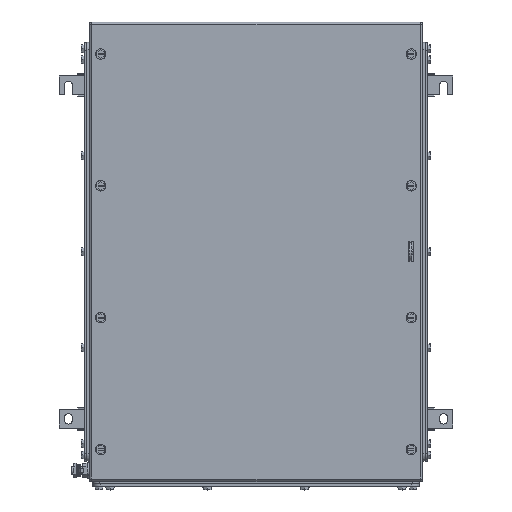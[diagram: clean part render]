
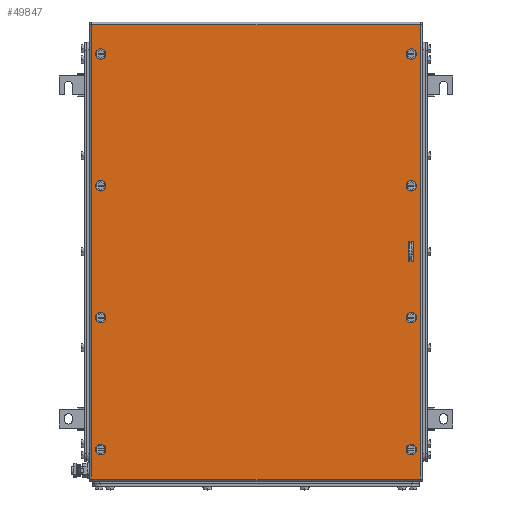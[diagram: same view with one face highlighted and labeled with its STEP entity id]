
A CAD part, top view. The second image highlights one B-rep face of the part: STEP entity #49847.
In plain terms, the highlighted planar face has unit normal (0, 0, 1).
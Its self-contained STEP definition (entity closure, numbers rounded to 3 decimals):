
#49615=AXIS2_PLACEMENT_3D('Circle Axis2P3D',#49613,#49614,$) ;
#49642=AXIS2_PLACEMENT_3D('Plane Axis2P3D',#49639,#49640,#49641) ;
#49680=AXIS2_PLACEMENT_3D('Circle Axis2P3D',#49678,#49679,$) ;
#49689=AXIS2_PLACEMENT_3D('Circle Axis2P3D',#49687,#49688,$) ;
#49698=AXIS2_PLACEMENT_3D('Circle Axis2P3D',#49696,#49697,$) ;
#49707=AXIS2_PLACEMENT_3D('Circle Axis2P3D',#49705,#49706,$) ;
#49716=AXIS2_PLACEMENT_3D('Circle Axis2P3D',#49714,#49715,$) ;
#49725=AXIS2_PLACEMENT_3D('Circle Axis2P3D',#49723,#49724,$) ;
#49734=AXIS2_PLACEMENT_3D('Circle Axis2P3D',#49732,#49733,$) ;
#49743=AXIS2_PLACEMENT_3D('Circle Axis2P3D',#49741,#49742,$) ;
#49752=AXIS2_PLACEMENT_3D('Circle Axis2P3D',#49750,#49751,$) ;
#49761=AXIS2_PLACEMENT_3D('Circle Axis2P3D',#49759,#49760,$) ;
#49770=AXIS2_PLACEMENT_3D('Circle Axis2P3D',#49768,#49769,$) ;
#49779=AXIS2_PLACEMENT_3D('Circle Axis2P3D',#49777,#49778,$) ;
#49788=AXIS2_PLACEMENT_3D('Circle Axis2P3D',#49786,#49787,$) ;
#49797=AXIS2_PLACEMENT_3D('Circle Axis2P3D',#49795,#49796,$) ;
#49806=AXIS2_PLACEMENT_3D('Circle Axis2P3D',#49804,#49805,$) ;
#49610=CARTESIAN_POINT('Vertex',(59.5,232.1,203.5)) ;
#49613=CARTESIAN_POINT('Axis2P3D Location',(56.,232.1,203.5)) ;
#49617=CARTESIAN_POINT('Vertex',(52.5,232.1,203.5)) ;
#49639=CARTESIAN_POINT('Axis2P3D Location',(265.5,321.,203.5)) ;
#49644=CARTESIAN_POINT('Line Origine',(265.5,627.5,203.5)) ;
#49648=CARTESIAN_POINT('Vertex',(487.,627.5,203.5)) ;
#49650=CARTESIAN_POINT('Vertex',(44.,627.5,203.5)) ;
#49653=CARTESIAN_POINT('Line Origine',(44.,321.,203.5)) ;
#49657=CARTESIAN_POINT('Vertex',(44.,14.5,203.5)) ;
#49660=CARTESIAN_POINT('Line Origine',(265.5,14.5,203.5)) ;
#49664=CARTESIAN_POINT('Vertex',(487.,14.5,203.5)) ;
#49667=CARTESIAN_POINT('Line Origine',(487.,321.,203.5)) ;
#49678=CARTESIAN_POINT('Axis2P3D Location',(56.,232.1,203.5)) ;
#49687=CARTESIAN_POINT('Axis2P3D Location',(56.,409.9,203.5)) ;
#49691=CARTESIAN_POINT('Vertex',(52.5,409.9,203.5)) ;
#49693=CARTESIAN_POINT('Vertex',(59.5,409.9,203.5)) ;
#49696=CARTESIAN_POINT('Axis2P3D Location',(56.,409.9,203.5)) ;
#49705=CARTESIAN_POINT('Axis2P3D Location',(475.,232.1,203.5)) ;
#49709=CARTESIAN_POINT('Vertex',(478.5,232.1,203.5)) ;
#49711=CARTESIAN_POINT('Vertex',(471.5,232.1,203.5)) ;
#49714=CARTESIAN_POINT('Axis2P3D Location',(475.,232.1,203.5)) ;
#49723=CARTESIAN_POINT('Axis2P3D Location',(475.,409.9,203.5)) ;
#49727=CARTESIAN_POINT('Vertex',(478.5,409.9,203.5)) ;
#49729=CARTESIAN_POINT('Vertex',(471.5,409.9,203.5)) ;
#49732=CARTESIAN_POINT('Axis2P3D Location',(475.,409.9,203.5)) ;
#49741=CARTESIAN_POINT('Axis2P3D Location',(56.,587.75,203.5)) ;
#49745=CARTESIAN_POINT('Vertex',(52.5,587.75,203.5)) ;
#49747=CARTESIAN_POINT('Vertex',(59.5,587.75,203.5)) ;
#49750=CARTESIAN_POINT('Axis2P3D Location',(56.,587.75,203.5)) ;
#49759=CARTESIAN_POINT('Axis2P3D Location',(56.,54.25,203.5)) ;
#49763=CARTESIAN_POINT('Vertex',(52.5,54.25,203.5)) ;
#49765=CARTESIAN_POINT('Vertex',(59.5,54.25,203.5)) ;
#49768=CARTESIAN_POINT('Axis2P3D Location',(56.,54.25,203.5)) ;
#49777=CARTESIAN_POINT('Axis2P3D Location',(475.,54.25,203.5)) ;
#49781=CARTESIAN_POINT('Vertex',(478.5,54.25,203.5)) ;
#49783=CARTESIAN_POINT('Vertex',(471.5,54.25,203.5)) ;
#49786=CARTESIAN_POINT('Axis2P3D Location',(475.,54.25,203.5)) ;
#49795=CARTESIAN_POINT('Axis2P3D Location',(475.,587.75,203.5)) ;
#49799=CARTESIAN_POINT('Vertex',(478.5,587.75,203.5)) ;
#49801=CARTESIAN_POINT('Vertex',(471.5,587.75,203.5)) ;
#49804=CARTESIAN_POINT('Axis2P3D Location',(475.,587.75,203.5)) ;
#49813=CARTESIAN_POINT('Line Origine',(474.75,307.5,203.5)) ;
#49817=CARTESIAN_POINT('Vertex',(478.,307.5,203.5)) ;
#49819=CARTESIAN_POINT('Vertex',(471.5,307.5,203.5)) ;
#49822=CARTESIAN_POINT('Line Origine',(471.5,321.,203.5)) ;
#49826=CARTESIAN_POINT('Vertex',(471.5,334.5,203.5)) ;
#49829=CARTESIAN_POINT('Line Origine',(474.75,334.5,203.5)) ;
#49833=CARTESIAN_POINT('Vertex',(478.,334.5,203.5)) ;
#49836=CARTESIAN_POINT('Line Origine',(478.,321.,203.5)) ;
#49614=DIRECTION('Axis2P3D Direction',(0.,0.,1.)) ;
#49640=DIRECTION('Axis2P3D Direction',(0.,0.,1.)) ;
#49641=DIRECTION('Axis2P3D XDirection',(1.,0.,0.)) ;
#49645=DIRECTION('Vector Direction',(1.,0.,0.)) ;
#49654=DIRECTION('Vector Direction',(0.,-1.,0.)) ;
#49661=DIRECTION('Vector Direction',(1.,0.,0.)) ;
#49668=DIRECTION('Vector Direction',(0.,1.,0.)) ;
#49679=DIRECTION('Axis2P3D Direction',(0.,0.,1.)) ;
#49688=DIRECTION('Axis2P3D Direction',(0.,0.,1.)) ;
#49697=DIRECTION('Axis2P3D Direction',(0.,0.,1.)) ;
#49706=DIRECTION('Axis2P3D Direction',(0.,0.,1.)) ;
#49715=DIRECTION('Axis2P3D Direction',(0.,0.,1.)) ;
#49724=DIRECTION('Axis2P3D Direction',(0.,0.,1.)) ;
#49733=DIRECTION('Axis2P3D Direction',(0.,0.,1.)) ;
#49742=DIRECTION('Axis2P3D Direction',(0.,0.,1.)) ;
#49751=DIRECTION('Axis2P3D Direction',(0.,0.,1.)) ;
#49760=DIRECTION('Axis2P3D Direction',(0.,0.,1.)) ;
#49769=DIRECTION('Axis2P3D Direction',(0.,0.,1.)) ;
#49778=DIRECTION('Axis2P3D Direction',(0.,0.,1.)) ;
#49787=DIRECTION('Axis2P3D Direction',(0.,0.,1.)) ;
#49796=DIRECTION('Axis2P3D Direction',(0.,0.,1.)) ;
#49805=DIRECTION('Axis2P3D Direction',(0.,0.,1.)) ;
#49814=DIRECTION('Vector Direction',(-1.,0.,0.)) ;
#49823=DIRECTION('Vector Direction',(0.,1.,0.)) ;
#49830=DIRECTION('Vector Direction',(1.,0.,0.)) ;
#49837=DIRECTION('Vector Direction',(0.,-1.,0.)) ;
#49646=VECTOR('Line Direction',#49645,1.) ;
#49655=VECTOR('Line Direction',#49654,1.) ;
#49662=VECTOR('Line Direction',#49661,1.) ;
#49669=VECTOR('Line Direction',#49668,1.) ;
#49815=VECTOR('Line Direction',#49814,1.) ;
#49824=VECTOR('Line Direction',#49823,1.) ;
#49831=VECTOR('Line Direction',#49830,1.) ;
#49838=VECTOR('Line Direction',#49837,1.) ;
#49673=ORIENTED_EDGE('',*,*,#49652,.T.) ;
#49674=ORIENTED_EDGE('',*,*,#49659,.T.) ;
#49675=ORIENTED_EDGE('',*,*,#49666,.T.) ;
#49676=ORIENTED_EDGE('',*,*,#49671,.T.) ;
#49684=ORIENTED_EDGE('',*,*,#49682,.F.) ;
#49685=ORIENTED_EDGE('',*,*,#49619,.F.) ;
#49702=ORIENTED_EDGE('',*,*,#49695,.F.) ;
#49703=ORIENTED_EDGE('',*,*,#49700,.F.) ;
#49720=ORIENTED_EDGE('',*,*,#49713,.F.) ;
#49721=ORIENTED_EDGE('',*,*,#49718,.F.) ;
#49738=ORIENTED_EDGE('',*,*,#49731,.F.) ;
#49739=ORIENTED_EDGE('',*,*,#49736,.F.) ;
#49756=ORIENTED_EDGE('',*,*,#49749,.F.) ;
#49757=ORIENTED_EDGE('',*,*,#49754,.F.) ;
#49774=ORIENTED_EDGE('',*,*,#49767,.F.) ;
#49775=ORIENTED_EDGE('',*,*,#49772,.F.) ;
#49792=ORIENTED_EDGE('',*,*,#49785,.F.) ;
#49793=ORIENTED_EDGE('',*,*,#49790,.F.) ;
#49810=ORIENTED_EDGE('',*,*,#49803,.F.) ;
#49811=ORIENTED_EDGE('',*,*,#49808,.F.) ;
#49842=ORIENTED_EDGE('',*,*,#49821,.T.) ;
#49843=ORIENTED_EDGE('',*,*,#49828,.T.) ;
#49844=ORIENTED_EDGE('',*,*,#49835,.T.) ;
#49845=ORIENTED_EDGE('',*,*,#49840,.T.) ;
#49686=FACE_BOUND('',#49683,.T.) ;
#49704=FACE_BOUND('',#49701,.T.) ;
#49722=FACE_BOUND('',#49719,.T.) ;
#49740=FACE_BOUND('',#49737,.T.) ;
#49758=FACE_BOUND('',#49755,.T.) ;
#49776=FACE_BOUND('',#49773,.T.) ;
#49794=FACE_BOUND('',#49791,.T.) ;
#49812=FACE_BOUND('',#49809,.T.) ;
#49846=FACE_BOUND('',#49841,.T.) ;
#49847=ADVANCED_FACE('ZUB_KTB_MH_624520_3GP_AllCATPart.2\\ZUB_DE_KTB_MH_620x450.1\\DE_KTB_MH_PART_MASTER.1\\Koerper.2',(#49677,#49686,#49704,#49722,#49740,#49758,#49776,#49794,#49812,#49846),#49643,.T.) ;
#49616=CIRCLE('generated circle',#49615,3.5) ;
#49681=CIRCLE('generated circle',#49680,3.5) ;
#49690=CIRCLE('generated circle',#49689,3.5) ;
#49699=CIRCLE('generated circle',#49698,3.5) ;
#49708=CIRCLE('generated circle',#49707,3.5) ;
#49717=CIRCLE('generated circle',#49716,3.5) ;
#49726=CIRCLE('generated circle',#49725,3.5) ;
#49735=CIRCLE('generated circle',#49734,3.5) ;
#49744=CIRCLE('generated circle',#49743,3.5) ;
#49753=CIRCLE('generated circle',#49752,3.5) ;
#49762=CIRCLE('generated circle',#49761,3.5) ;
#49771=CIRCLE('generated circle',#49770,3.5) ;
#49780=CIRCLE('generated circle',#49779,3.5) ;
#49789=CIRCLE('generated circle',#49788,3.5) ;
#49798=CIRCLE('generated circle',#49797,3.5) ;
#49807=CIRCLE('generated circle',#49806,3.5) ;
#49619=EDGE_CURVE('',#49611,#49618,#49616,.T.) ;
#49652=EDGE_CURVE('',#49649,#49651,#49647,.F.) ;
#49659=EDGE_CURVE('',#49651,#49658,#49656,.T.) ;
#49666=EDGE_CURVE('',#49658,#49665,#49663,.T.) ;
#49671=EDGE_CURVE('',#49665,#49649,#49670,.T.) ;
#49682=EDGE_CURVE('',#49618,#49611,#49681,.T.) ;
#49695=EDGE_CURVE('',#49692,#49694,#49690,.T.) ;
#49700=EDGE_CURVE('',#49694,#49692,#49699,.T.) ;
#49713=EDGE_CURVE('',#49710,#49712,#49708,.T.) ;
#49718=EDGE_CURVE('',#49712,#49710,#49717,.T.) ;
#49731=EDGE_CURVE('',#49728,#49730,#49726,.T.) ;
#49736=EDGE_CURVE('',#49730,#49728,#49735,.T.) ;
#49749=EDGE_CURVE('',#49746,#49748,#49744,.T.) ;
#49754=EDGE_CURVE('',#49748,#49746,#49753,.T.) ;
#49767=EDGE_CURVE('',#49764,#49766,#49762,.T.) ;
#49772=EDGE_CURVE('',#49766,#49764,#49771,.T.) ;
#49785=EDGE_CURVE('',#49782,#49784,#49780,.T.) ;
#49790=EDGE_CURVE('',#49784,#49782,#49789,.T.) ;
#49803=EDGE_CURVE('',#49800,#49802,#49798,.T.) ;
#49808=EDGE_CURVE('',#49802,#49800,#49807,.T.) ;
#49821=EDGE_CURVE('',#49818,#49820,#49816,.T.) ;
#49828=EDGE_CURVE('',#49820,#49827,#49825,.T.) ;
#49835=EDGE_CURVE('',#49827,#49834,#49832,.T.) ;
#49840=EDGE_CURVE('',#49834,#49818,#49839,.T.) ;
#49672=EDGE_LOOP('',(#49673,#49674,#49675,#49676)) ;
#49683=EDGE_LOOP('',(#49684,#49685)) ;
#49701=EDGE_LOOP('',(#49702,#49703)) ;
#49719=EDGE_LOOP('',(#49720,#49721)) ;
#49737=EDGE_LOOP('',(#49738,#49739)) ;
#49755=EDGE_LOOP('',(#49756,#49757)) ;
#49773=EDGE_LOOP('',(#49774,#49775)) ;
#49791=EDGE_LOOP('',(#49792,#49793)) ;
#49809=EDGE_LOOP('',(#49810,#49811)) ;
#49841=EDGE_LOOP('',(#49842,#49843,#49844,#49845)) ;
#49677=FACE_OUTER_BOUND('',#49672,.T.) ;
#49647=LINE('Line',#49644,#49646) ;
#49656=LINE('Line',#49653,#49655) ;
#49663=LINE('Line',#49660,#49662) ;
#49670=LINE('Line',#49667,#49669) ;
#49816=LINE('Line',#49813,#49815) ;
#49825=LINE('Line',#49822,#49824) ;
#49832=LINE('Line',#49829,#49831) ;
#49839=LINE('Line',#49836,#49838) ;
#49643=PLANE('',#49642) ;
#49611=VERTEX_POINT('',#49610) ;
#49618=VERTEX_POINT('',#49617) ;
#49649=VERTEX_POINT('',#49648) ;
#49651=VERTEX_POINT('',#49650) ;
#49658=VERTEX_POINT('',#49657) ;
#49665=VERTEX_POINT('',#49664) ;
#49692=VERTEX_POINT('',#49691) ;
#49694=VERTEX_POINT('',#49693) ;
#49710=VERTEX_POINT('',#49709) ;
#49712=VERTEX_POINT('',#49711) ;
#49728=VERTEX_POINT('',#49727) ;
#49730=VERTEX_POINT('',#49729) ;
#49746=VERTEX_POINT('',#49745) ;
#49748=VERTEX_POINT('',#49747) ;
#49764=VERTEX_POINT('',#49763) ;
#49766=VERTEX_POINT('',#49765) ;
#49782=VERTEX_POINT('',#49781) ;
#49784=VERTEX_POINT('',#49783) ;
#49800=VERTEX_POINT('',#49799) ;
#49802=VERTEX_POINT('',#49801) ;
#49818=VERTEX_POINT('',#49817) ;
#49820=VERTEX_POINT('',#49819) ;
#49827=VERTEX_POINT('',#49826) ;
#49834=VERTEX_POINT('',#49833) ;
